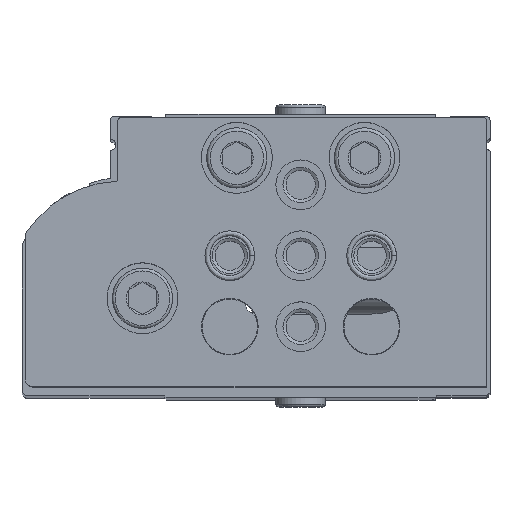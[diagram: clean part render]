
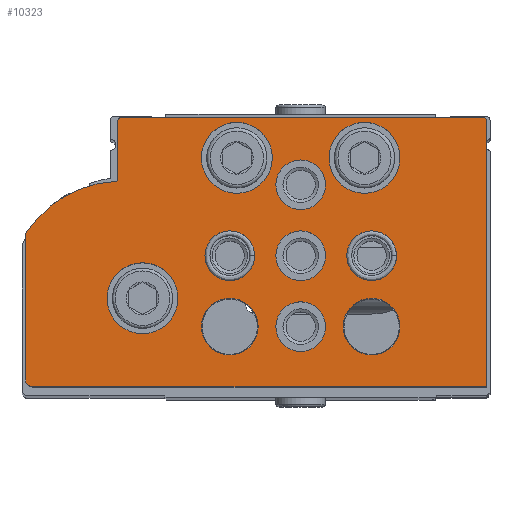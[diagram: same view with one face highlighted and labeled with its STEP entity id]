
A CAD part, top view. The second image highlights one B-rep face of the part: STEP entity #10323.
In plain terms, the highlighted face is planar.
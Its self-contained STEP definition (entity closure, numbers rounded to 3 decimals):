
#1062=LINE('',#17300,#1869);
#1064=LINE('',#17304,#1871);
#1067=LINE('',#17312,#1874);
#1072=LINE('',#17328,#1879);
#1075=LINE('',#17336,#1882);
#1869=VECTOR('',#14092,1000.);
#1871=VECTOR('',#14096,1000.);
#1874=VECTOR('',#14105,1000.);
#1879=VECTOR('',#14124,1000.);
#1882=VECTOR('',#14133,1000.);
#4059=ORIENTED_EDGE('',*,*,#5849,.T.);
#4060=ORIENTED_EDGE('',*,*,#5850,.T.);
#4061=ORIENTED_EDGE('',*,*,#5851,.T.);
#4062=ORIENTED_EDGE('',*,*,#5852,.T.);
#4063=ORIENTED_EDGE('',*,*,#5853,.T.);
#4064=ORIENTED_EDGE('',*,*,#5854,.T.);
#4065=ORIENTED_EDGE('',*,*,#5855,.T.);
#4066=ORIENTED_EDGE('',*,*,#5856,.T.);
#4067=ORIENTED_EDGE('',*,*,#5857,.T.);
#4068=ORIENTED_EDGE('',*,*,#5858,.T.);
#4069=ORIENTED_EDGE('',*,*,#5826,.F.);
#4070=ORIENTED_EDGE('',*,*,#5847,.F.);
#4071=ORIENTED_EDGE('',*,*,#5845,.F.);
#4072=ORIENTED_EDGE('',*,*,#5843,.F.);
#4073=ORIENTED_EDGE('',*,*,#5841,.T.);
#4074=ORIENTED_EDGE('',*,*,#5839,.F.);
#4075=ORIENTED_EDGE('',*,*,#5837,.F.);
#4076=ORIENTED_EDGE('',*,*,#5835,.F.);
#4077=ORIENTED_EDGE('',*,*,#5833,.F.);
#4078=ORIENTED_EDGE('',*,*,#5831,.F.);
#4079=ORIENTED_EDGE('',*,*,#5829,.F.);
#5826=EDGE_CURVE('',#6935,#6936,#7556,.T.);
#5829=EDGE_CURVE('',#6936,#6937,#1062,.T.);
#5831=EDGE_CURVE('',#6937,#6938,#1064,.T.);
#5833=EDGE_CURVE('',#6938,#6939,#7557,.T.);
#5835=EDGE_CURVE('',#6939,#6940,#1067,.T.);
#5837=EDGE_CURVE('',#6940,#6941,#7558,.T.);
#5839=EDGE_CURVE('',#6941,#6942,#7559,.T.);
#5841=EDGE_CURVE('',#6943,#6942,#7560,.T.);
#5843=EDGE_CURVE('',#6943,#6944,#1072,.T.);
#5845=EDGE_CURVE('',#6944,#6945,#7561,.T.);
#5847=EDGE_CURVE('',#6945,#6935,#1075,.T.);
#5849=EDGE_CURVE('',#6946,#6946,#7562,.T.);
#5850=EDGE_CURVE('',#6947,#6947,#7563,.T.);
#5851=EDGE_CURVE('',#6948,#6948,#7564,.T.);
#5852=EDGE_CURVE('',#6949,#6949,#7565,.T.);
#5853=EDGE_CURVE('',#6950,#6950,#7566,.T.);
#5854=EDGE_CURVE('',#6951,#6951,#7567,.T.);
#5855=EDGE_CURVE('',#6952,#6952,#7568,.T.);
#5856=EDGE_CURVE('',#6953,#6953,#7569,.T.);
#5857=EDGE_CURVE('',#6954,#6954,#7570,.T.);
#5858=EDGE_CURVE('',#6955,#6955,#7571,.T.);
#6935=VERTEX_POINT('',#17295);
#6936=VERTEX_POINT('',#17296);
#6937=VERTEX_POINT('',#17301);
#6938=VERTEX_POINT('',#17305);
#6939=VERTEX_POINT('',#17309);
#6940=VERTEX_POINT('',#17313);
#6941=VERTEX_POINT('',#17317);
#6942=VERTEX_POINT('',#17321);
#6943=VERTEX_POINT('',#17325);
#6944=VERTEX_POINT('',#17329);
#6945=VERTEX_POINT('',#17333);
#6946=VERTEX_POINT('',#17340);
#6947=VERTEX_POINT('',#17342);
#6948=VERTEX_POINT('',#17344);
#6949=VERTEX_POINT('',#17346);
#6950=VERTEX_POINT('',#17348);
#6951=VERTEX_POINT('',#17350);
#6952=VERTEX_POINT('',#17352);
#6953=VERTEX_POINT('',#17354);
#6954=VERTEX_POINT('',#17356);
#6955=VERTEX_POINT('',#17358);
#7556=CIRCLE('',#11542,0.5);
#7557=CIRCLE('',#11546,1.);
#7558=CIRCLE('',#11549,1.);
#7559=CIRCLE('',#11551,16.);
#7560=CIRCLE('',#11553,0.3);
#7561=CIRCLE('',#11556,0.5);
#7562=CIRCLE('',#11559,5.);
#7563=CIRCLE('',#11560,5.);
#7564=CIRCLE('',#11561,5.);
#7565=CIRCLE('',#11562,3.5);
#7566=CIRCLE('',#11563,3.5);
#7567=CIRCLE('',#11564,3.5);
#7568=CIRCLE('',#11565,3.5);
#7569=CIRCLE('',#11566,3.5);
#7570=CIRCLE('',#11567,4.);
#7571=CIRCLE('',#11568,4.);
#8289=EDGE_LOOP('',(#4059));
#8290=EDGE_LOOP('',(#4060));
#8291=EDGE_LOOP('',(#4061));
#8292=EDGE_LOOP('',(#4062));
#8293=EDGE_LOOP('',(#4063));
#8294=EDGE_LOOP('',(#4064));
#8295=EDGE_LOOP('',(#4065));
#8296=EDGE_LOOP('',(#4066));
#8297=EDGE_LOOP('',(#4067));
#8298=EDGE_LOOP('',(#4068));
#8299=EDGE_LOOP('',(#4069,#4070,#4071,#4072,#4073,#4074,#4075,#4076,#4077,
#4078,#4079));
#9221=FACE_BOUND('',#8289,.T.);
#9222=FACE_BOUND('',#8290,.T.);
#9223=FACE_BOUND('',#8291,.T.);
#9224=FACE_BOUND('',#8292,.T.);
#9225=FACE_BOUND('',#8293,.T.);
#9226=FACE_BOUND('',#8294,.T.);
#9227=FACE_BOUND('',#8295,.T.);
#9228=FACE_BOUND('',#8296,.T.);
#9229=FACE_BOUND('',#8297,.T.);
#9230=FACE_BOUND('',#8298,.T.);
#9231=FACE_BOUND('',#8299,.T.);
#9787=PLANE('',#11558);
#10323=ADVANCED_FACE('',(#9221,#9222,#9223,#9224,#9225,#9226,#9227,#9228,
#9229,#9230,#9231),#9787,.F.);
#11542=AXIS2_PLACEMENT_3D('',#17294,#14086,#14087);
#11546=AXIS2_PLACEMENT_3D('',#17308,#14100,#14101);
#11549=AXIS2_PLACEMENT_3D('',#17316,#14109,#14110);
#11551=AXIS2_PLACEMENT_3D('',#17320,#14114,#14115);
#11553=AXIS2_PLACEMENT_3D('',#17324,#14119,#14120);
#11556=AXIS2_PLACEMENT_3D('',#17332,#14128,#14129);
#11558=AXIS2_PLACEMENT_3D('',#17338,#14135,#14136);
#11559=AXIS2_PLACEMENT_3D('',#17339,#14137,#14138);
#11560=AXIS2_PLACEMENT_3D('',#17341,#14139,#14140);
#11561=AXIS2_PLACEMENT_3D('',#17343,#14141,#14142);
#11562=AXIS2_PLACEMENT_3D('',#17345,#14143,#14144);
#11563=AXIS2_PLACEMENT_3D('',#17347,#14145,#14146);
#11564=AXIS2_PLACEMENT_3D('',#17349,#14147,#14148);
#11565=AXIS2_PLACEMENT_3D('',#17351,#14149,#14150);
#11566=AXIS2_PLACEMENT_3D('',#17353,#14151,#14152);
#11567=AXIS2_PLACEMENT_3D('',#17355,#14153,#14154);
#11568=AXIS2_PLACEMENT_3D('',#17357,#14155,#14156);
#14086=DIRECTION('',(0.,0.,1.));
#14087=DIRECTION('',(1.,0.,0.));
#14092=DIRECTION('',(0.,-1.,0.));
#14096=DIRECTION('',(1.,0.,0.));
#14100=DIRECTION('',(0.,0.,1.));
#14101=DIRECTION('',(1.,0.,0.));
#14105=DIRECTION('',(0.,1.,0.));
#14109=DIRECTION('',(0.,0.,1.));
#14110=DIRECTION('',(1.,0.,0.));
#14114=DIRECTION('',(0.,0.,1.));
#14115=DIRECTION('',(1.,0.,0.));
#14119=DIRECTION('',(0.,0.,1.));
#14120=DIRECTION('',(1.,0.,0.));
#14124=DIRECTION('',(0.,1.,0.));
#14128=DIRECTION('',(0.,0.,1.));
#14129=DIRECTION('',(1.,0.,0.));
#14133=DIRECTION('',(-1.,0.,0.));
#14135=DIRECTION('',(0.,0.,1.));
#14136=DIRECTION('',(1.,0.,0.));
#14137=DIRECTION('',(0.,0.,1.));
#14138=DIRECTION('',(1.,0.,0.));
#14139=DIRECTION('',(0.,0.,1.));
#14140=DIRECTION('',(1.,0.,0.));
#14141=DIRECTION('',(0.,0.,1.));
#14142=DIRECTION('',(1.,0.,0.));
#14143=DIRECTION('',(0.,0.,1.));
#14144=DIRECTION('',(1.,0.,0.));
#14145=DIRECTION('',(0.,0.,1.));
#14146=DIRECTION('',(1.,0.,0.));
#14147=DIRECTION('',(0.,0.,1.));
#14148=DIRECTION('',(1.,0.,0.));
#14149=DIRECTION('',(0.,0.,1.));
#14150=DIRECTION('',(1.,0.,0.));
#14151=DIRECTION('',(0.,0.,1.));
#14152=DIRECTION('',(1.,0.,0.));
#14153=DIRECTION('',(0.,0.,1.));
#14154=DIRECTION('',(1.,0.,0.));
#14155=DIRECTION('',(0.,0.,1.));
#14156=DIRECTION('',(1.,0.,0.));
#17294=CARTESIAN_POINT('',(0.5,37.5,0.));
#17295=CARTESIAN_POINT('',(0.5,38.,0.));
#17296=CARTESIAN_POINT('',(0.,37.5,0.));
#17300=CARTESIAN_POINT('',(0.,37.5,0.));
#17301=CARTESIAN_POINT('',(0.,0.,0.));
#17304=CARTESIAN_POINT('',(0.,0.,0.));
#17305=CARTESIAN_POINT('',(64.,0.,0.));
#17308=CARTESIAN_POINT('',(64.,1.,0.));
#17309=CARTESIAN_POINT('',(65.,1.,0.));
#17312=CARTESIAN_POINT('',(65.,1.,0.));
#17313=CARTESIAN_POINT('',(65.,21.292,0.));
#17316=CARTESIAN_POINT('',(64.,21.292,0.));
#17317=CARTESIAN_POINT('',(64.833,21.844,0.));
#17320=CARTESIAN_POINT('',(51.5,13.,0.));
#17321=CARTESIAN_POINT('',(52.285,28.981,0.));
#17324=CARTESIAN_POINT('',(52.3,29.28,0.));
#17325=CARTESIAN_POINT('',(52.,29.28,0.));
#17328=CARTESIAN_POINT('',(52.,29.28,0.));
#17329=CARTESIAN_POINT('',(52.,37.5,0.));
#17332=CARTESIAN_POINT('',(51.5,37.5,0.));
#17333=CARTESIAN_POINT('',(51.5,38.,0.));
#17336=CARTESIAN_POINT('',(51.5,38.,0.));
#17338=CARTESIAN_POINT('',(0.5,37.5,0.));
#17339=CARTESIAN_POINT('',(48.5,12.5,0.));
#17340=CARTESIAN_POINT('',(53.5,12.5,0.));
#17341=CARTESIAN_POINT('',(35.2,32.3,0.));
#17342=CARTESIAN_POINT('',(40.2,32.3,0.));
#17343=CARTESIAN_POINT('',(17.2,32.3,0.));
#17344=CARTESIAN_POINT('',(22.2,32.3,0.));
#17345=CARTESIAN_POINT('',(26.2,28.5,0.));
#17346=CARTESIAN_POINT('',(29.7,28.5,0.));
#17347=CARTESIAN_POINT('',(36.2,18.5,0.));
#17348=CARTESIAN_POINT('',(39.7,18.5,0.));
#17349=CARTESIAN_POINT('',(26.2,18.5,0.));
#17350=CARTESIAN_POINT('',(29.7,18.5,0.));
#17351=CARTESIAN_POINT('',(16.2,18.5,0.));
#17352=CARTESIAN_POINT('',(19.7,18.5,0.));
#17353=CARTESIAN_POINT('',(26.2,8.5,0.));
#17354=CARTESIAN_POINT('',(29.7,8.5,0.));
#17355=CARTESIAN_POINT('',(36.2,8.5,0.));
#17356=CARTESIAN_POINT('',(40.2,8.5,0.));
#17357=CARTESIAN_POINT('',(16.2,8.5,0.));
#17358=CARTESIAN_POINT('',(20.2,8.5,0.));
